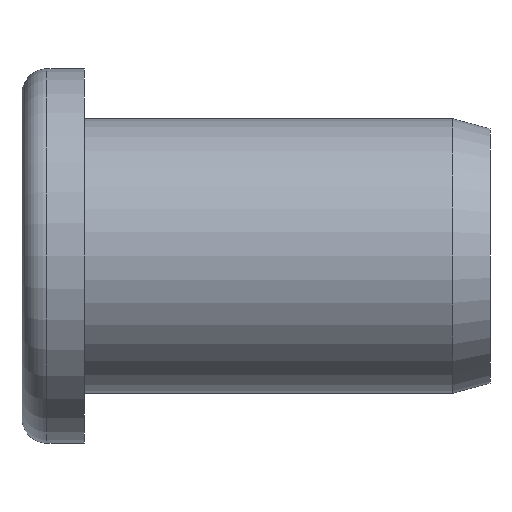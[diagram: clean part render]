
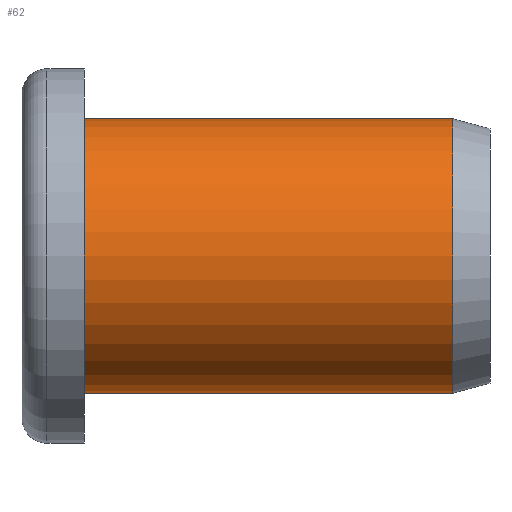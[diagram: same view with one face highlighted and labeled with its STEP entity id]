
A CAD part, front view. The second image highlights one B-rep face of the part: STEP entity #62.
In plain terms, the highlighted cylindrical face has radius 11 mm (diameter 22 mm), a partial arc.
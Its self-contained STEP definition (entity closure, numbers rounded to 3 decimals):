
#2 = EDGE_CURVE ( 'NONE', #183, #18, #41, .T. ) ;
#18 = VERTEX_POINT ( 'NONE', #172 ) ;
#20 = EDGE_CURVE ( 'NONE', #471, #183, #197, .T. ) ;
#28 = ORIENTED_EDGE ( 'NONE', *, *, #2, .T. ) ;
#32 = ORIENTED_EDGE ( 'NONE', *, *, #166, .F. ) ;
#41 = LINE ( 'NONE', #42, #43 ) ;
#42 = CARTESIAN_POINT ( 'NONE',  ( -7.684, 0., 11. ) ) ;
#43 = VECTOR ( 'NONE', #45, 1000. ) ;
#45 = DIRECTION ( 'NONE',  ( -1., 0., 0. ) ) ;
#62 = ADVANCED_FACE ( 'NONE', ( #333 ), #334, .T. ) ;
#64 = CIRCLE ( 'NONE', #65, 11. ) ;
#65 = AXIS2_PLACEMENT_3D ( 'NONE', #66, #67, #68 ) ;
#66 = CARTESIAN_POINT ( 'NONE',  ( 5., 0., 0. ) ) ;
#67 = DIRECTION ( 'NONE',  ( -1., 0., 0. ) ) ;
#68 = DIRECTION ( 'NONE',  ( 0., 0., 1. ) ) ;
#74 = CARTESIAN_POINT ( 'NONE',  ( 34.5, 0., 11. ) ) ;
#82 = LINE ( 'NONE', #83, #84 ) ;
#83 = CARTESIAN_POINT ( 'NONE',  ( -7.684, 0., -11. ) ) ;
#84 = VECTOR ( 'NONE', #85, 1000. ) ;
#85 = DIRECTION ( 'NONE',  ( -1., 0., 0. ) ) ;
#166 = EDGE_CURVE ( 'NONE', #459, #18, #64, .T. ) ;
#172 = CARTESIAN_POINT ( 'NONE',  ( 5., 0., 11. ) ) ;
#183 = VERTEX_POINT ( 'NONE', #74 ) ;
#197 = CIRCLE ( 'NONE', #198, 11. ) ;
#198 = AXIS2_PLACEMENT_3D ( 'NONE', #199, #200, #202 ) ;
#199 = CARTESIAN_POINT ( 'NONE',  ( 34.5, 0., 0. ) ) ;
#200 = DIRECTION ( 'NONE',  ( -1., 0., 0. ) ) ;
#202 = DIRECTION ( 'NONE',  ( 0., 0., 1. ) ) ;
#245 = CARTESIAN_POINT ( 'NONE',  ( 5., 0., -11. ) ) ;
#281 = CARTESIAN_POINT ( 'NONE',  ( 34.5, 0., -11. ) ) ;
#326 = ORIENTED_EDGE ( 'NONE', *, *, #535, .F. ) ;
#333 = FACE_OUTER_BOUND ( 'NONE', #515, .T. ) ;
#334 = CYLINDRICAL_SURFACE ( 'NONE', #335, 11. ) ;
#335 = AXIS2_PLACEMENT_3D ( 'NONE', #336, #337, #338 ) ;
#336 = CARTESIAN_POINT ( 'NONE',  ( -7.684, 0., 0. ) ) ;
#337 = DIRECTION ( 'NONE',  ( -1., 0., 0. ) ) ;
#338 = DIRECTION ( 'NONE',  ( 0., 0., 1. ) ) ;
#395 = ORIENTED_EDGE ( 'NONE', *, *, #20, .T. ) ;
#459 = VERTEX_POINT ( 'NONE', #245 ) ;
#471 = VERTEX_POINT ( 'NONE', #281 ) ;
#515 = EDGE_LOOP ( 'NONE', ( #326, #395, #28, #32 ) ) ;
#535 = EDGE_CURVE ( 'NONE', #471, #459, #82, .T. ) ;
